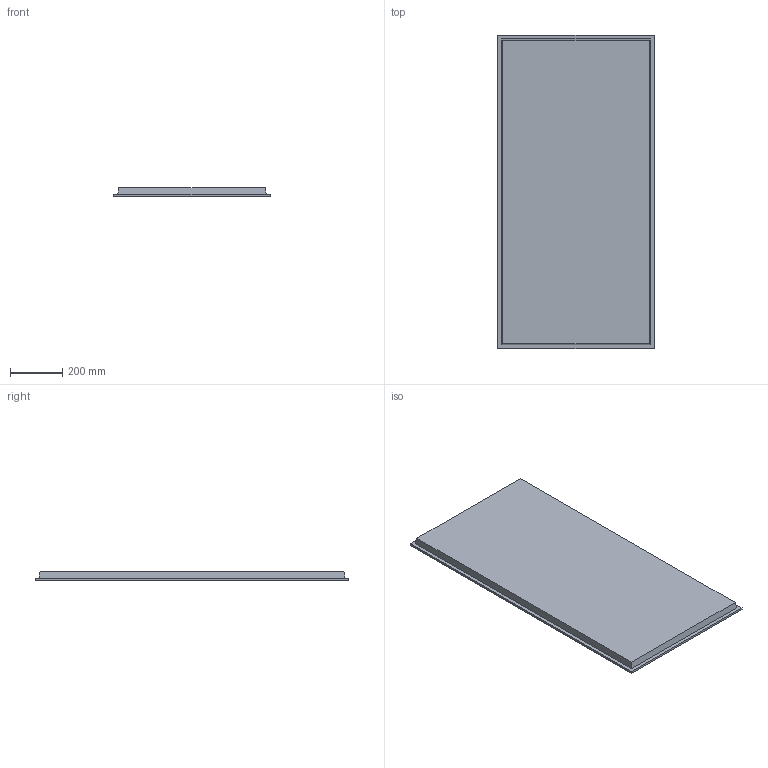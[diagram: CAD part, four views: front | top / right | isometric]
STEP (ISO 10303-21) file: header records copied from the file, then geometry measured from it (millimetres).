
FILE_DESCRIPTION (( 'STEP AP214' ), '1' );
FILE_NAME ('PL_COMP_1200x600.STEP', '2022-12-14T15:33:05', ( '' ), ( '' ), 'SwSTEP 2.0', 'SolidWorks 2020', '' );
FILE_SCHEMA (( 'AUTOMOTIVE_DESIGN' ));
Length unit declared in the file: metre
Products named in the file (1): PL_COMP_1200x600
Bounding box: 595 x 1195 x 34 mm (x, y, z)
Volume: 22054097.9 mm3; surface area: 2818546.7 mm2
Topology: 2 solids, 2 shells, 22 faces, 48 edges, 32 vertices
Faces by surface type: plane 22
Entity records: 635 total; most frequent: CARTESIAN_POINT 103, ORIENTED_EDGE 96, DIRECTION 94, EDGE_CURVE 48, LINE 48, VECTOR 48, VERTEX_POINT 32, EDGE_LOOP 24
